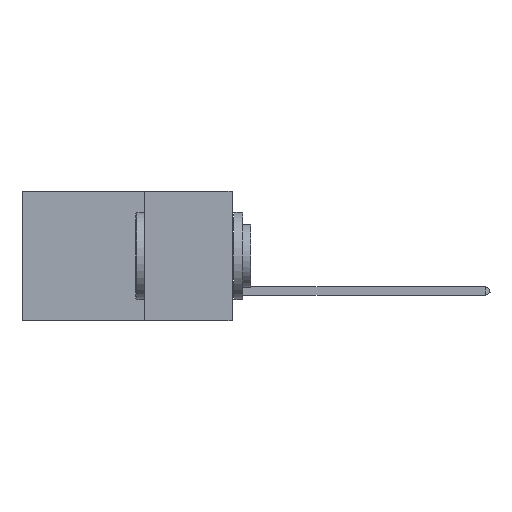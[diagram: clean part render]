
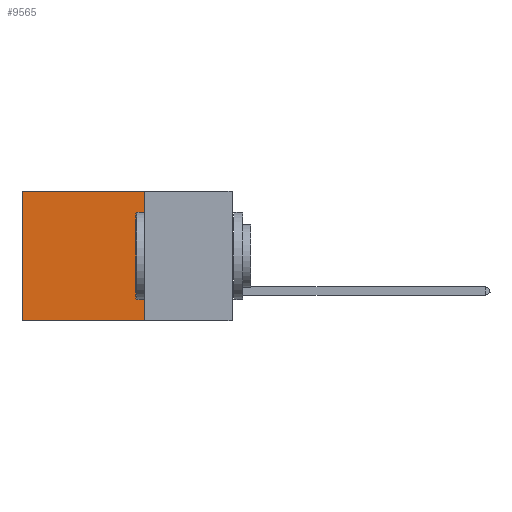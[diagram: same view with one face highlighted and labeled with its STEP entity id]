
A CAD part, left-side view. The second image highlights one B-rep face of the part: STEP entity #9565.
In plain terms, the highlighted planar face has unit normal (-1, 0, 0).
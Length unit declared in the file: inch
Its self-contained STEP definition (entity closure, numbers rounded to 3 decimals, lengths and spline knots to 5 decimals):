
#311 = DIRECTION ( 'NONE',  ( 1., 0., 0. ) ) ;
#2442 = VECTOR ( 'NONE', #4865, 39.37008 ) ;
#2538 = EDGE_CURVE ( 'NONE', #13996, #22131, #16870, .T. ) ;
#4865 = DIRECTION ( 'NONE',  ( 0., 0., -1. ) ) ;
#6069 = AXIS2_PLACEMENT_3D ( 'NONE', #10579, #311, #12972 ) ;
#8979 = CARTESIAN_POINT ( 'NONE',  ( 0.2875, 0.25, 0. ) ) ;
#9565 = ADVANCED_FACE ( 'NONE', ( #14926 ), #10145, .F. ) ;
#10145 = PLANE ( 'NONE',  #6069 ) ;
#10579 = CARTESIAN_POINT ( 'NONE',  ( 0.2875, 0.25, 0. ) ) ;
#12043 = CARTESIAN_POINT ( 'NONE',  ( 0.2875, 0.25, 0. ) ) ;
#12972 = DIRECTION ( 'NONE',  ( 0., 0., -1. ) ) ;
#13441 = ORIENTED_EDGE ( 'NONE', *, *, #20040, .F. ) ;
#13936 = VERTEX_POINT ( 'NONE', #23160 ) ;
#13996 = VERTEX_POINT ( 'NONE', #12043 ) ;
#14756 = CARTESIAN_POINT ( 'NONE',  ( 0.2875, 0.6, 0. ) ) ;
#14926 = FACE_OUTER_BOUND ( 'NONE', #29237, .T. ) ;
#15174 = DIRECTION ( 'NONE',  ( 0., 1., 0. ) ) ;
#16870 = LINE ( 'NONE', #26409, #2442 ) ;
#17323 = ORIENTED_EDGE ( 'NONE', *, *, #2538, .F. ) ;
#19583 = DIRECTION ( 'NONE',  ( 0., 0., -1. ) ) ;
#20040 = EDGE_CURVE ( 'NONE', #22131, #13936, #21998, .T. ) ;
#20297 = CARTESIAN_POINT ( 'NONE',  ( 0.2875, 0.25, -0.37 ) ) ;
#21163 = LINE ( 'NONE', #8979, #24304 ) ;
#21951 = EDGE_CURVE ( 'NONE', #29765, #13936, #28038, .T. ) ;
#21998 = LINE ( 'NONE', #25418, #29779 ) ;
#22131 = VERTEX_POINT ( 'NONE', #20297 ) ;
#23160 = CARTESIAN_POINT ( 'NONE',  ( 0.2875, 0.6, -0.37 ) ) ;
#24304 = VECTOR ( 'NONE', #31225, 39.37008 ) ;
#25418 = CARTESIAN_POINT ( 'NONE',  ( 0.2875, 0.25, -0.37 ) ) ;
#25642 = EDGE_CURVE ( 'NONE', #13996, #29765, #21163, .T. ) ;
#26409 = CARTESIAN_POINT ( 'NONE',  ( 0.2875, 0.25, 0. ) ) ;
#27349 = CARTESIAN_POINT ( 'NONE',  ( 0.2875, 0.6, 0. ) ) ;
#27666 = VECTOR ( 'NONE', #19583, 39.37008 ) ;
#28038 = LINE ( 'NONE', #27349, #27666 ) ;
#29237 = EDGE_LOOP ( 'NONE', ( #29541, #13441, #17323, #32098 ) ) ;
#29541 = ORIENTED_EDGE ( 'NONE', *, *, #21951, .T. ) ;
#29765 = VERTEX_POINT ( 'NONE', #14756 ) ;
#29779 = VECTOR ( 'NONE', #15174, 39.37008 ) ;
#31225 = DIRECTION ( 'NONE',  ( 0., 1., 0. ) ) ;
#32098 = ORIENTED_EDGE ( 'NONE', *, *, #25642, .T. ) ;
